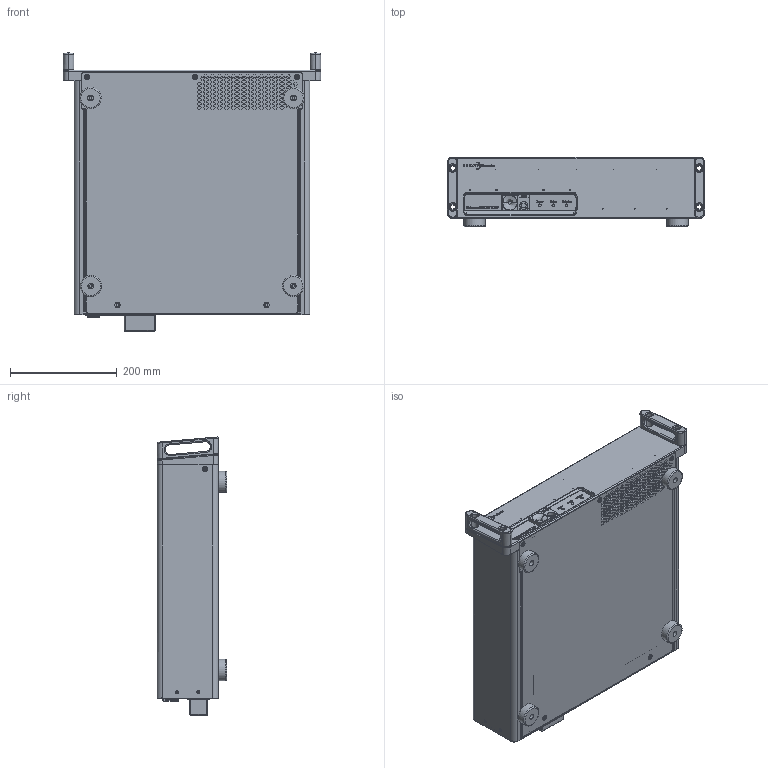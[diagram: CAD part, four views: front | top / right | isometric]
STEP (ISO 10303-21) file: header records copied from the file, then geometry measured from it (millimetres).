
FILE_DESCRIPTION (( 'STEP AP214' ), '1' );
FILE_NAME ('114062.step', '2022-11-28T10:04:07', ( '' ), ( '' ), 'SwSTEP 2.0', 'SolidWorks 2018', '' );
FILE_SCHEMA (( 'AUTOMOTIVE_DESIGN' ));
Length unit declared in the file: millimetre
Products named in the file (1): 114062
Bounding box: 483 x 130.5 x 521.77 mm (x, y, z)
Surface area: 1800457.9 mm2 (no closed solid volume)
Topology: 0 solids, 61 shells, 7321 faces, 19760 edges, 12894 vertices
Faces by surface type: plane 5368, bspline 1258, cylinder 470, cone 209, torus 16
Full cylindrical faces by diameter (mm): 1 x2, 1.5 x1, 2 x3, 2.02 x1, 2.05 x4, 2.1 x1, 2.5 x35, 3.3 x19, 3.4 x7, 3.6 x2, 4 x7, 4.2 x6, 5 x23, 5.41 x1, 6 x6, 6.5 x4, 6.6 x4, 7.92 x2, 8 x5, 9 x2, 10 x11, 10.5 x4, 11 x8, 12 x6, 12.1 x1, 14 x4, 14.5 x2, 20 x2, 25 x2, 26.5 x2
Entity records: 292981 total; most frequent: CARTESIAN_POINT 117106, ORIENTED_EDGE 38762, DIRECTION 29975, EDGE_CURVE 19387, LINE 15627, VECTOR 15627, VERTEX_POINT 12786, EDGE_LOOP 9024
